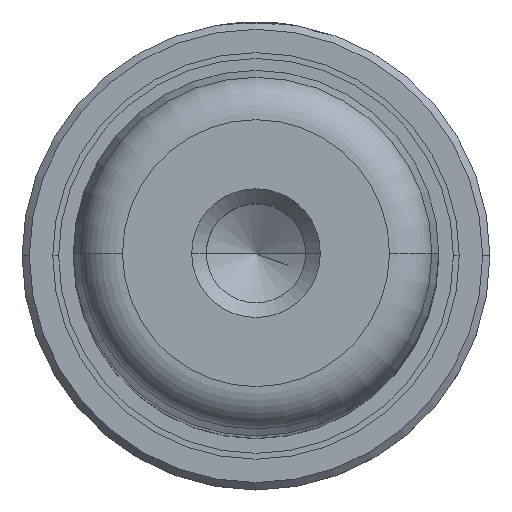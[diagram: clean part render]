
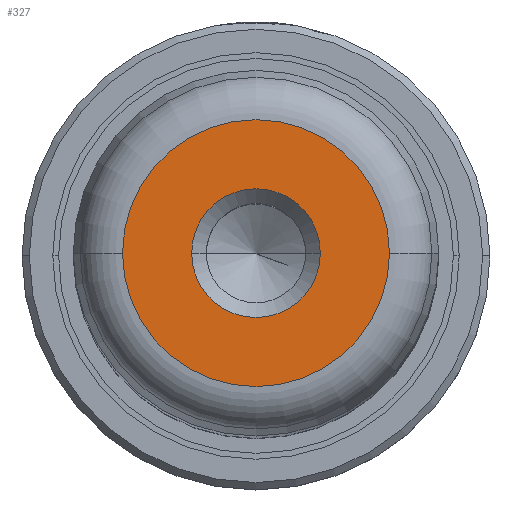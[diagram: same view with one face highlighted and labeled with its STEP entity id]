
A CAD part, top view. The second image highlights one B-rep face of the part: STEP entity #327.
In plain terms, the highlighted planar face has unit normal (0, 0, 1).
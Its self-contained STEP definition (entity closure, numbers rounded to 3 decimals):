
#3 = DIRECTION ( 'NONE',  ( 0., 0., 1. ) ) ;
#6 = CARTESIAN_POINT ( 'NONE',  ( 0., 0., 190. ) ) ;
#161 = CIRCLE ( 'NONE', #1032, 4.4 ) ;
#202 = DIRECTION ( 'NONE',  ( 1., 0., 0. ) ) ;
#204 = DIRECTION ( 'NONE',  ( 0., 0., -1. ) ) ;
#206 = CARTESIAN_POINT ( 'NONE',  ( 0., 0., 190. ) ) ;
#327 = ADVANCED_FACE ( 'NONE', ( #535, #1069 ), #484, .T. ) ;
#383 = DIRECTION ( 'NONE',  ( 1., 0., 0. ) ) ;
#458 = DIRECTION ( 'NONE',  ( 0., 0., 1. ) ) ;
#484 = PLANE ( 'NONE',  #2028 ) ;
#517 = CIRCLE ( 'NONE', #1662, 9.126 ) ;
#523 = CARTESIAN_POINT ( 'NONE',  ( 0., 0., 190. ) ) ;
#525 = CARTESIAN_POINT ( 'NONE',  ( 4.4, 0., 190. ) ) ;
#535 = FACE_BOUND ( 'NONE', #1894, .T. ) ;
#638 = VERTEX_POINT ( 'NONE', #1403 ) ;
#666 = AXIS2_PLACEMENT_3D ( 'NONE', #1014, #988, #980 ) ;
#896 = VERTEX_POINT ( 'NONE', #525 ) ;
#980 = DIRECTION ( 'NONE',  ( 1., 0., 0. ) ) ;
#988 = DIRECTION ( 'NONE',  ( 0., 0., 1. ) ) ;
#1004 = EDGE_CURVE ( 'NONE', #896, #638, #161, .T. ) ;
#1009 = CIRCLE ( 'NONE', #666, 9.126 ) ;
#1014 = CARTESIAN_POINT ( 'NONE',  ( 0., 0., 190. ) ) ;
#1032 = AXIS2_PLACEMENT_3D ( 'NONE', #206, #204, #202 ) ;
#1069 = FACE_OUTER_BOUND ( 'NONE', #2365, .T. ) ;
#1090 = ORIENTED_EDGE ( 'NONE', *, *, #2361, .T. ) ;
#1108 = AXIS2_PLACEMENT_3D ( 'NONE', #1136, #1134, #1127 ) ;
#1116 = CARTESIAN_POINT ( 'NONE',  ( -9.126, 0., 190. ) ) ;
#1127 = DIRECTION ( 'NONE',  ( 1., 0., 0. ) ) ;
#1129 = EDGE_CURVE ( 'NONE', #1654, #1385, #517, .T. ) ;
#1134 = DIRECTION ( 'NONE',  ( 0., 0., -1. ) ) ;
#1136 = CARTESIAN_POINT ( 'NONE',  ( 0., 0., 190. ) ) ;
#1385 = VERTEX_POINT ( 'NONE', #1646 ) ;
#1403 = CARTESIAN_POINT ( 'NONE',  ( -4.4, 0., 190. ) ) ;
#1508 = ORIENTED_EDGE ( 'NONE', *, *, #1129, .T. ) ;
#1595 = EDGE_CURVE ( 'NONE', #638, #896, #2131, .T. ) ;
#1646 = CARTESIAN_POINT ( 'NONE',  ( 9.126, 0., 190. ) ) ;
#1654 = VERTEX_POINT ( 'NONE', #1116 ) ;
#1662 = AXIS2_PLACEMENT_3D ( 'NONE', #6, #3, #1665 ) ;
#1665 = DIRECTION ( 'NONE',  ( 1., 0., 0. ) ) ;
#1704 = ORIENTED_EDGE ( 'NONE', *, *, #1595, .T. ) ;
#1894 = EDGE_LOOP ( 'NONE', ( #1996, #1704 ) ) ;
#1996 = ORIENTED_EDGE ( 'NONE', *, *, #1004, .T. ) ;
#2028 = AXIS2_PLACEMENT_3D ( 'NONE', #523, #458, #383 ) ;
#2131 = CIRCLE ( 'NONE', #1108, 4.4 ) ;
#2361 = EDGE_CURVE ( 'NONE', #1385, #1654, #1009, .T. ) ;
#2365 = EDGE_LOOP ( 'NONE', ( #1090, #1508 ) ) ;
